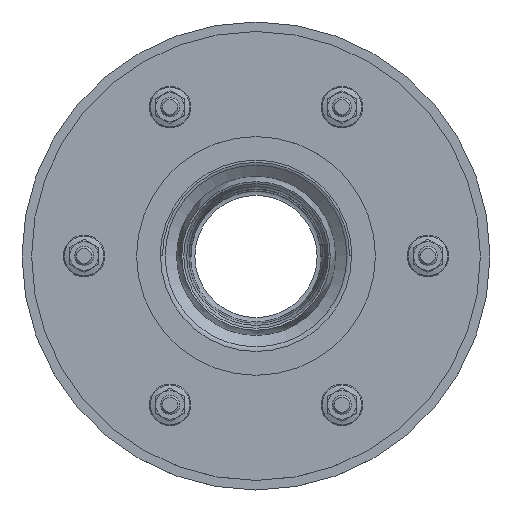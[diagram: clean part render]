
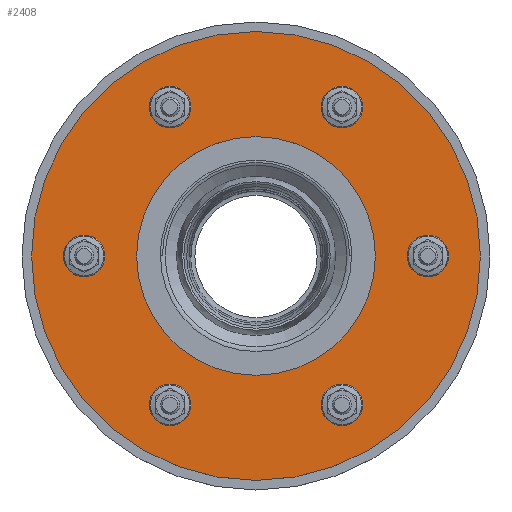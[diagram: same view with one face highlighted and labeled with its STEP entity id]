
A CAD part, top view. The second image highlights one B-rep face of the part: STEP entity #2408.
In plain terms, the highlighted planar face has unit normal (0, 0, 1).
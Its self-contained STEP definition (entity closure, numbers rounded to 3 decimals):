
#126=FACE_BOUND('',#541,.T.);
#127=FACE_BOUND('',#542,.T.);
#128=FACE_BOUND('',#543,.T.);
#129=FACE_BOUND('',#544,.T.);
#130=FACE_BOUND('',#545,.T.);
#131=FACE_BOUND('',#546,.T.);
#132=FACE_BOUND('',#547,.T.);
#368=FACE_OUTER_BOUND('',#540,.T.);
#540=EDGE_LOOP('',(#1972));
#541=EDGE_LOOP('',(#1973));
#542=EDGE_LOOP('',(#1974));
#543=EDGE_LOOP('',(#1975));
#544=EDGE_LOOP('',(#1976));
#545=EDGE_LOOP('',(#1977));
#546=EDGE_LOOP('',(#1978));
#547=EDGE_LOOP('',(#1979));
#727=CIRCLE('',#2661,117.5);
#729=CIRCLE('',#2664,6.5);
#731=CIRCLE('',#2667,6.5);
#733=CIRCLE('',#2670,6.5);
#735=CIRCLE('',#2673,6.5);
#737=CIRCLE('',#2676,6.5);
#739=CIRCLE('',#2679,6.5);
#741=CIRCLE('',#2683,62.5);
#1170=VERTEX_POINT('',#4091);
#1172=VERTEX_POINT('',#4097);
#1174=VERTEX_POINT('',#4103);
#1176=VERTEX_POINT('',#4109);
#1178=VERTEX_POINT('',#4115);
#1180=VERTEX_POINT('',#4121);
#1182=VERTEX_POINT('',#4127);
#1184=VERTEX_POINT('',#4134);
#1439=EDGE_CURVE('',#1170,#1170,#727,.T.);
#1442=EDGE_CURVE('',#1172,#1172,#729,.T.);
#1445=EDGE_CURVE('',#1174,#1174,#731,.T.);
#1448=EDGE_CURVE('',#1176,#1176,#733,.T.);
#1451=EDGE_CURVE('',#1178,#1178,#735,.T.);
#1454=EDGE_CURVE('',#1180,#1180,#737,.T.);
#1457=EDGE_CURVE('',#1182,#1182,#739,.T.);
#1459=EDGE_CURVE('',#1184,#1184,#741,.T.);
#1972=ORIENTED_EDGE('',*,*,#1439,.T.);
#1973=ORIENTED_EDGE('',*,*,#1442,.T.);
#1974=ORIENTED_EDGE('',*,*,#1445,.T.);
#1975=ORIENTED_EDGE('',*,*,#1448,.T.);
#1976=ORIENTED_EDGE('',*,*,#1451,.T.);
#1977=ORIENTED_EDGE('',*,*,#1454,.T.);
#1978=ORIENTED_EDGE('',*,*,#1457,.T.);
#1979=ORIENTED_EDGE('',*,*,#1459,.F.);
#2321=PLANE('',#2682);
#2408=ADVANCED_FACE('',(#368,#126,#127,#128,#129,#130,#131,#132),#2321,
 .T.);
#2661=AXIS2_PLACEMENT_3D('',#4093,#3262,#3263);
#2664=AXIS2_PLACEMENT_3D('',#4099,#3269,#3270);
#2667=AXIS2_PLACEMENT_3D('',#4105,#3276,#3277);
#2670=AXIS2_PLACEMENT_3D('',#4111,#3283,#3284);
#2673=AXIS2_PLACEMENT_3D('',#4117,#3290,#3291);
#2676=AXIS2_PLACEMENT_3D('',#4123,#3297,#3298);
#2679=AXIS2_PLACEMENT_3D('',#4129,#3304,#3305);
#2682=AXIS2_PLACEMENT_3D('',#4133,#3310,#3311);
#2683=AXIS2_PLACEMENT_3D('',#4135,#3312,#3313);
#3262=DIRECTION('center_axis',(0.,0.,1.));
#3263=DIRECTION('ref_axis',(-1.,0.,0.));
#3269=DIRECTION('center_axis',(0.,0.,-1.));
#3270=DIRECTION('ref_axis',(0.5,0.866,0.));
#3276=DIRECTION('center_axis',(0.,0.,-1.));
#3277=DIRECTION('ref_axis',(-1.,0.,0.));
#3283=DIRECTION('center_axis',(0.,0.,-1.));
#3284=DIRECTION('ref_axis',(0.5,-0.866,0.));
#3290=DIRECTION('center_axis',(0.,0.,-1.));
#3291=DIRECTION('ref_axis',(-0.5,-0.866,0.));
#3297=DIRECTION('center_axis',(0.,0.,-1.));
#3298=DIRECTION('ref_axis',(-0.5,0.866,0.));
#3304=DIRECTION('center_axis',(0.,0.,-1.));
#3305=DIRECTION('ref_axis',(1.,0.,0.));
#3310=DIRECTION('center_axis',(0.,0.,1.));
#3311=DIRECTION('ref_axis',(1.,0.,0.));
#3312=DIRECTION('center_axis',(0.,0.,1.));
#3313=DIRECTION('ref_axis',(1.,0.,0.));
#4091=CARTESIAN_POINT('',(117.5,0.,77.));
#4093=CARTESIAN_POINT('Origin',(0.,0.,
77.));
#4097=CARTESIAN_POINT('',(-93.25,-5.629,77.));
#4099=CARTESIAN_POINT('Origin',(-90.,0.,
77.));
#4103=CARTESIAN_POINT('',(51.5,-77.942,77.));
#4105=CARTESIAN_POINT('Origin',(45.,-77.942,77.));
#4109=CARTESIAN_POINT('',(41.75,83.571,77.));
#4111=CARTESIAN_POINT('Origin',(45.,77.942,77.));
#4115=CARTESIAN_POINT('',(93.25,5.629,77.));
#4117=CARTESIAN_POINT('Origin',(90.,0.,77.));
#4121=CARTESIAN_POINT('',(-41.75,-83.571,77.));
#4123=CARTESIAN_POINT('Origin',(-45.,-77.942,77.));
#4127=CARTESIAN_POINT('',(-51.5,77.942,77.));
#4129=CARTESIAN_POINT('Origin',(-45.,77.942,77.));
#4133=CARTESIAN_POINT('Origin',(0.,62.5,77.));
#4134=CARTESIAN_POINT('',(0.,-62.5,77.));
#4135=CARTESIAN_POINT('Origin',(0.,0.,
77.));
